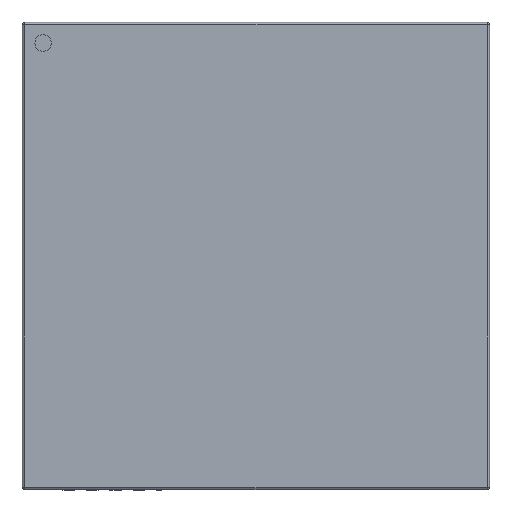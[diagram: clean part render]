
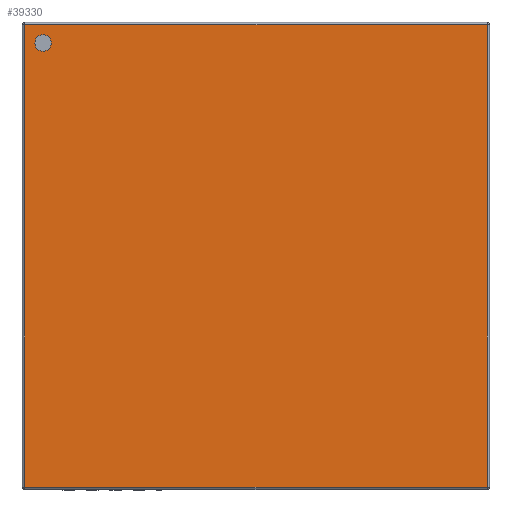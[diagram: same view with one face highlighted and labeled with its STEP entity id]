
A CAD part, top view. The second image highlights one B-rep face of the part: STEP entity #39330.
In plain terms, the highlighted planar face has unit normal (0, 0, 1).
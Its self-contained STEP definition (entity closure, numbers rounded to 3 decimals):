
#8622 = CYLINDRICAL_SURFACE('',#8623,0.05);
#8623 = AXIS2_PLACEMENT_3D('',#8624,#8625,#8626);
#8624 = CARTESIAN_POINT('',(-4.94,4.94,0.83));
#8625 = DIRECTION('',(-0.,-1.,-0.));
#8626 = DIRECTION('',(-1.,0.,0.));
#33665 = VERTEX_POINT('',#33666);
#33666 = CARTESIAN_POINT('',(-4.94,4.94,0.88));
#33686 = EDGE_CURVE('',#33665,#33687,#33689,.T.);
#33687 = VERTEX_POINT('',#33688);
#33688 = CARTESIAN_POINT('',(-4.94,-4.94,0.88));
#33689 = SURFACE_CURVE('',#33690,(#33694,#33701),.PCURVE_S1.);
#33690 = LINE('',#33691,#33692);
#33691 = CARTESIAN_POINT('',(-4.94,4.94,0.88));
#33692 = VECTOR('',#33693,1.);
#33693 = DIRECTION('',(-0.,-1.,-0.));
#33694 = PCURVE('',#8622,#33695);
#33695 = DEFINITIONAL_REPRESENTATION('',(#33696),#33700);
#33696 = LINE('',#33697,#33698);
#33697 = CARTESIAN_POINT('',(-1.571,0.));
#33698 = VECTOR('',#33699,1.);
#33699 = DIRECTION('',(-0.,1.));
#33700 = ( GEOMETRIC_REPRESENTATION_CONTEXT(2) 
PARAMETRIC_REPRESENTATION_CONTEXT() REPRESENTATION_CONTEXT('2D SPACE',''
  ) );
#33701 = PCURVE('',#33702,#33707);
#33702 = PLANE('',#33703);
#33703 = AXIS2_PLACEMENT_3D('',#33704,#33705,#33706);
#33704 = CARTESIAN_POINT('',(-4.99,-4.99,0.88));
#33705 = DIRECTION('',(0.,0.,1.));
#33706 = DIRECTION('',(1.,0.,0.));
#33707 = DEFINITIONAL_REPRESENTATION('',(#33708),#33712);
#33708 = LINE('',#33709,#33710);
#33709 = CARTESIAN_POINT('',(0.05,9.93));
#33710 = VECTOR('',#33711,1.);
#33711 = DIRECTION('',(-0.,-1.));
#33712 = ( GEOMETRIC_REPRESENTATION_CONTEXT(2) 
PARAMETRIC_REPRESENTATION_CONTEXT() REPRESENTATION_CONTEXT('2D SPACE',''
  ) );
#34239 = CYLINDRICAL_SURFACE('',#34240,0.05);
#34240 = AXIS2_PLACEMENT_3D('',#34241,#34242,#34243);
#34241 = CARTESIAN_POINT('',(-4.99,-4.94,0.83));
#34242 = DIRECTION('',(1.,0.,0.));
#34243 = DIRECTION('',(0.,-1.,0.));
#36301 = CYLINDRICAL_SURFACE('',#36302,0.05);
#36302 = AXIS2_PLACEMENT_3D('',#36303,#36304,#36305);
#36303 = CARTESIAN_POINT('',(-4.99,4.94,0.83));
#36304 = DIRECTION('',(1.,0.,0.));
#36305 = DIRECTION('',(0.,1.,0.));
#36773 = CYLINDRICAL_SURFACE('',#36774,0.05);
#36774 = AXIS2_PLACEMENT_3D('',#36775,#36776,#36777);
#36775 = CARTESIAN_POINT('',(4.94,4.94,0.83));
#36776 = DIRECTION('',(-0.,-1.,-0.));
#36777 = DIRECTION('',(0.,0.,1.));
#39330 = ADVANCED_FACE('',(#39331,#39401),#33702,.T.);
#39331 = FACE_BOUND('',#39332,.T.);
#39332 = EDGE_LOOP('',(#39333,#39356,#39379,#39400));
#39333 = ORIENTED_EDGE('',*,*,#39334,.T.);
#39334 = EDGE_CURVE('',#33687,#39335,#39337,.T.);
#39335 = VERTEX_POINT('',#39336);
#39336 = CARTESIAN_POINT('',(4.94,-4.94,0.88));
#39337 = SURFACE_CURVE('',#39338,(#39342,#39349),.PCURVE_S1.);
#39338 = LINE('',#39339,#39340);
#39339 = CARTESIAN_POINT('',(-4.99,-4.94,0.88));
#39340 = VECTOR('',#39341,1.);
#39341 = DIRECTION('',(1.,0.,0.));
#39342 = PCURVE('',#33702,#39343);
#39343 = DEFINITIONAL_REPRESENTATION('',(#39344),#39348);
#39344 = LINE('',#39345,#39346);
#39345 = CARTESIAN_POINT('',(0.,0.05));
#39346 = VECTOR('',#39347,1.);
#39347 = DIRECTION('',(1.,0.));
#39348 = ( GEOMETRIC_REPRESENTATION_CONTEXT(2) 
PARAMETRIC_REPRESENTATION_CONTEXT() REPRESENTATION_CONTEXT('2D SPACE',''
  ) );
#39349 = PCURVE('',#34239,#39350);
#39350 = DEFINITIONAL_REPRESENTATION('',(#39351),#39355);
#39351 = LINE('',#39352,#39353);
#39352 = CARTESIAN_POINT('',(-1.571,0.));
#39353 = VECTOR('',#39354,1.);
#39354 = DIRECTION('',(-0.,1.));
#39355 = ( GEOMETRIC_REPRESENTATION_CONTEXT(2) 
PARAMETRIC_REPRESENTATION_CONTEXT() REPRESENTATION_CONTEXT('2D SPACE',''
  ) );
#39356 = ORIENTED_EDGE('',*,*,#39357,.F.);
#39357 = EDGE_CURVE('',#39358,#39335,#39360,.T.);
#39358 = VERTEX_POINT('',#39359);
#39359 = CARTESIAN_POINT('',(4.94,4.94,0.88));
#39360 = SURFACE_CURVE('',#39361,(#39365,#39372),.PCURVE_S1.);
#39361 = LINE('',#39362,#39363);
#39362 = CARTESIAN_POINT('',(4.94,4.94,0.88));
#39363 = VECTOR('',#39364,1.);
#39364 = DIRECTION('',(-0.,-1.,-0.));
#39365 = PCURVE('',#33702,#39366);
#39366 = DEFINITIONAL_REPRESENTATION('',(#39367),#39371);
#39367 = LINE('',#39368,#39369);
#39368 = CARTESIAN_POINT('',(9.93,9.93));
#39369 = VECTOR('',#39370,1.);
#39370 = DIRECTION('',(-0.,-1.));
#39371 = ( GEOMETRIC_REPRESENTATION_CONTEXT(2) 
PARAMETRIC_REPRESENTATION_CONTEXT() REPRESENTATION_CONTEXT('2D SPACE',''
  ) );
#39372 = PCURVE('',#36773,#39373);
#39373 = DEFINITIONAL_REPRESENTATION('',(#39374),#39378);
#39374 = LINE('',#39375,#39376);
#39375 = CARTESIAN_POINT('',(-0.,0.));
#39376 = VECTOR('',#39377,1.);
#39377 = DIRECTION('',(-0.,1.));
#39378 = ( GEOMETRIC_REPRESENTATION_CONTEXT(2) 
PARAMETRIC_REPRESENTATION_CONTEXT() REPRESENTATION_CONTEXT('2D SPACE',''
  ) );
#39379 = ORIENTED_EDGE('',*,*,#39380,.F.);
#39380 = EDGE_CURVE('',#33665,#39358,#39381,.T.);
#39381 = SURFACE_CURVE('',#39382,(#39386,#39393),.PCURVE_S1.);
#39382 = LINE('',#39383,#39384);
#39383 = CARTESIAN_POINT('',(-4.99,4.94,0.88));
#39384 = VECTOR('',#39385,1.);
#39385 = DIRECTION('',(1.,0.,0.));
#39386 = PCURVE('',#33702,#39387);
#39387 = DEFINITIONAL_REPRESENTATION('',(#39388),#39392);
#39388 = LINE('',#39389,#39390);
#39389 = CARTESIAN_POINT('',(0.,9.93));
#39390 = VECTOR('',#39391,1.);
#39391 = DIRECTION('',(1.,0.));
#39392 = ( GEOMETRIC_REPRESENTATION_CONTEXT(2) 
PARAMETRIC_REPRESENTATION_CONTEXT() REPRESENTATION_CONTEXT('2D SPACE',''
  ) );
#39393 = PCURVE('',#36301,#39394);
#39394 = DEFINITIONAL_REPRESENTATION('',(#39395),#39399);
#39395 = LINE('',#39396,#39397);
#39396 = CARTESIAN_POINT('',(1.571,0.));
#39397 = VECTOR('',#39398,1.);
#39398 = DIRECTION('',(0.,1.));
#39399 = ( GEOMETRIC_REPRESENTATION_CONTEXT(2) 
PARAMETRIC_REPRESENTATION_CONTEXT() REPRESENTATION_CONTEXT('2D SPACE',''
  ) );
#39400 = ORIENTED_EDGE('',*,*,#33686,.T.);
#39401 = FACE_BOUND('',#39402,.T.);
#39402 = EDGE_LOOP('',(#39403));
#39403 = ORIENTED_EDGE('',*,*,#39404,.F.);
#39404 = EDGE_CURVE('',#39405,#39405,#39407,.T.);
#39405 = VERTEX_POINT('',#39406);
#39406 = CARTESIAN_POINT('',(-4.375,-4.55,0.88));
#39407 = SURFACE_CURVE('',#39408,(#39413,#39420),.PCURVE_S1.);
#39408 = CIRCLE('',#39409,0.175);
#39409 = AXIS2_PLACEMENT_3D('',#39410,#39411,#39412);
#39410 = CARTESIAN_POINT('',(-4.55,-4.55,0.88));
#39411 = DIRECTION('',(0.,0.,1.));
#39412 = DIRECTION('',(1.,0.,0.));
#39413 = PCURVE('',#33702,#39414);
#39414 = DEFINITIONAL_REPRESENTATION('',(#39415),#39419);
#39415 = CIRCLE('',#39416,0.175);
#39416 = AXIS2_PLACEMENT_2D('',#39417,#39418);
#39417 = CARTESIAN_POINT('',(0.44,0.44));
#39418 = DIRECTION('',(1.,0.));
#39419 = ( GEOMETRIC_REPRESENTATION_CONTEXT(2) 
PARAMETRIC_REPRESENTATION_CONTEXT() REPRESENTATION_CONTEXT('2D SPACE',''
  ) );
#39420 = PCURVE('',#39421,#39426);
#39421 = CYLINDRICAL_SURFACE('',#39422,0.175);
#39422 = AXIS2_PLACEMENT_3D('',#39423,#39424,#39425);
#39423 = CARTESIAN_POINT('',(-4.55,-4.55,0.88));
#39424 = DIRECTION('',(-0.,-0.,-1.));
#39425 = DIRECTION('',(1.,0.,0.));
#39426 = DEFINITIONAL_REPRESENTATION('',(#39427),#39431);
#39427 = LINE('',#39428,#39429);
#39428 = CARTESIAN_POINT('',(-0.,0.));
#39429 = VECTOR('',#39430,1.);
#39430 = DIRECTION('',(-1.,0.));
#39431 = ( GEOMETRIC_REPRESENTATION_CONTEXT(2) 
PARAMETRIC_REPRESENTATION_CONTEXT() REPRESENTATION_CONTEXT('2D SPACE',''
  ) );
